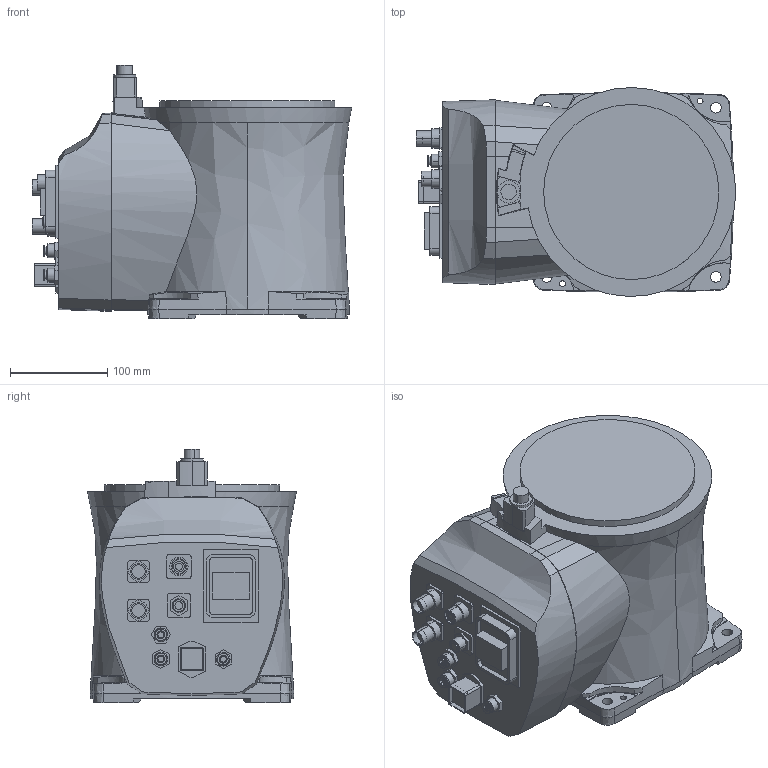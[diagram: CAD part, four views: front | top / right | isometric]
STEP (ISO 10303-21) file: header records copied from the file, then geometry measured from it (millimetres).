
FILE_DESCRIPTION (( 'STEP AP203' ), '1' );
FILE_NAME ('test.STEP', '2021-03-10T15:31:55', ( '' ), ( '' ), 'SwSTEP 2.0', 'SolidWorks 2019', '' );
FILE_SCHEMA (( 'CONFIG_CONTROL_DESIGN' ));
Length unit declared in the file: millimetre
Products named in the file (1): test
Bounding box: 328.36 x 214.72 x 260.8 mm (x, y, z)
Volume: 10505685.6 mm3; surface area: 322297.4 mm2
Topology: 1 solids, 1 shells, 371 faces, 937 edges, 616 vertices
Faces by surface type: plane 176, cylinder 123, bspline 37, cone 31, sphere 4
Entity records: 12726 total; most frequent: CARTESIAN_POINT 3966, ORIENTED_EDGE 1874, DIRECTION 1700, EDGE_CURVE 937, AXIS2_PLACEMENT_3D 641, VERTEX_POINT 616, EDGE_LOOP 431, LINE 418
